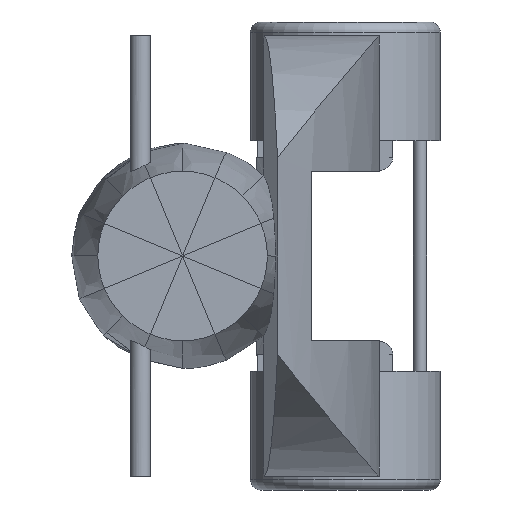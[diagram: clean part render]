
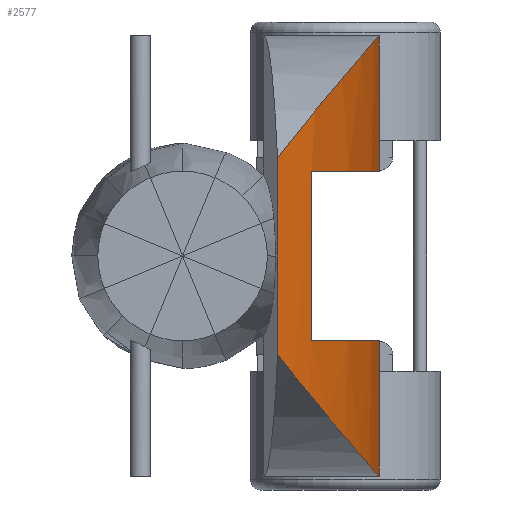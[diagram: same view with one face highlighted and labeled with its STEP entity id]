
A CAD part, left-side view. The second image highlights one B-rep face of the part: STEP entity #2577.
In plain terms, the highlighted cylindrical face has radius 76.001 mm (diameter 152.001 mm), a partial arc.
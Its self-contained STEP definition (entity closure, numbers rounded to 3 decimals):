
#48=B_SPLINE_CURVE_WITH_KNOTS('',3,(#3708,#3709,#3710,#3711,#3712,#3713,
#3714,#3715,#3716,#3717,#3718,#3719),.UNSPECIFIED.,.F.,.F.,(4,2,2,2,2,4),
(0.301,0.32,0.339,0.358,
0.377,0.377),.UNSPECIFIED.);
#49=B_SPLINE_CURVE_WITH_KNOTS('',3,(#3737,#3738,#3739,#3740,#3741,#3742,
#3743,#3744,#3745,#3746,#3747,#3748),.UNSPECIFIED.,.F.,.F.,(4,2,2,2,2,4),
(0.226,0.226,0.245,0.264,
0.283,0.301),.UNSPECIFIED.);
#50=B_SPLINE_CURVE_WITH_KNOTS('',3,(#3750,#3751,#3752,#3753,#3754,#3755,
#3756,#3757,#3758,#3759,#3760,#3761,#3762,#3763),.UNSPECIFIED.,.F.,.F.,
(4,2,2,2,2,2,4),(1.923,2.874,3.832,4.615,
5.398,6.182,6.849),.UNSPECIFIED.);
#51=B_SPLINE_CURVE_WITH_KNOTS('',3,(#3766,#3767,#3768,#3769,#3770,#3771,
#3772,#3773,#3774,#3775,#3776,#3777,#3778,#3779),.UNSPECIFIED.,.F.,.F.,
(4,2,2,2,2,2,4),(7.073,7.741,8.524,9.307,
10.09,11.048,11.999),.UNSPECIFIED.);
#299=LINE('',#3723,#455);
#300=LINE('',#3725,#456);
#301=LINE('',#3729,#457);
#302=LINE('',#3733,#458);
#303=LINE('',#3735,#459);
#304=LINE('',#3765,#460);
#455=VECTOR('',#3036,10.);
#456=VECTOR('',#3037,10.);
#457=VECTOR('',#3040,10.);
#458=VECTOR('',#3043,10.);
#459=VECTOR('',#3044,10.);
#460=VECTOR('',#3045,10.);
#607=CYLINDRICAL_SURFACE('',#2763,76.001);
#669=FACE_OUTER_BOUND('',#827,.T.);
#827=EDGE_LOOP('',(#1782,#1783,#1784,#1785,#1786,#1787,#1788,#1789,#1790,
#1791,#1792,#1793));
#992=CIRCLE('',#2764,76.001);
#993=CIRCLE('',#2765,76.001);
#1097=VERTEX_POINT('',#3705);
#1098=VERTEX_POINT('',#3707);
#1099=VERTEX_POINT('',#3722);
#1100=VERTEX_POINT('',#3724);
#1101=VERTEX_POINT('',#3726);
#1102=VERTEX_POINT('',#3728);
#1103=VERTEX_POINT('',#3730);
#1104=VERTEX_POINT('',#3732);
#1105=VERTEX_POINT('',#3734);
#1106=VERTEX_POINT('',#3736);
#1107=VERTEX_POINT('',#3749);
#1108=VERTEX_POINT('',#3764);
#1357=EDGE_CURVE('',#1097,#1098,#48,.T.);
#1359=EDGE_CURVE('',#1097,#1099,#299,.T.);
#1360=EDGE_CURVE('',#1100,#1099,#300,.T.);
#1361=EDGE_CURVE('',#1101,#1100,#992,.T.);
#1362=EDGE_CURVE('',#1102,#1101,#301,.T.);
#1363=EDGE_CURVE('',#1103,#1102,#993,.T.);
#1364=EDGE_CURVE('',#1104,#1103,#302,.T.);
#1365=EDGE_CURVE('',#1105,#1104,#303,.T.);
#1366=EDGE_CURVE('',#1106,#1105,#49,.T.);
#1367=EDGE_CURVE('',#1107,#1106,#50,.T.);
#1368=EDGE_CURVE('',#1107,#1108,#304,.T.);
#1369=EDGE_CURVE('',#1098,#1108,#51,.T.);
#1782=ORIENTED_EDGE('',*,*,#1357,.F.);
#1783=ORIENTED_EDGE('',*,*,#1359,.T.);
#1784=ORIENTED_EDGE('',*,*,#1360,.F.);
#1785=ORIENTED_EDGE('',*,*,#1361,.F.);
#1786=ORIENTED_EDGE('',*,*,#1362,.F.);
#1787=ORIENTED_EDGE('',*,*,#1363,.F.);
#1788=ORIENTED_EDGE('',*,*,#1364,.F.);
#1789=ORIENTED_EDGE('',*,*,#1365,.F.);
#1790=ORIENTED_EDGE('',*,*,#1366,.F.);
#1791=ORIENTED_EDGE('',*,*,#1367,.F.);
#1792=ORIENTED_EDGE('',*,*,#1368,.T.);
#1793=ORIENTED_EDGE('',*,*,#1369,.F.);
#2577=ADVANCED_FACE('',(#669),#607,.T.);
#2763=AXIS2_PLACEMENT_3D('',#3721,#3034,#3035);
#2764=AXIS2_PLACEMENT_3D('',#3727,#3038,#3039);
#2765=AXIS2_PLACEMENT_3D('',#3731,#3041,#3042);
#3034=DIRECTION('center_axis',(0.,0.,-1.));
#3035=DIRECTION('ref_axis',(-0.596,-0.803,0.));
#3036=DIRECTION('',(0.,0.,1.));
#3037=DIRECTION('',(0.,0.,-1.));
#3038=DIRECTION('center_axis',(0.,0.,1.));
#3039=DIRECTION('ref_axis',(-0.596,-0.803,0.));
#3040=DIRECTION('',(0.,0.,-1.));
#3041=DIRECTION('center_axis',(0.,0.,-1.));
#3042=DIRECTION('ref_axis',(-0.596,-0.803,0.));
#3043=DIRECTION('',(0.,0.,-1.));
#3044=DIRECTION('',(0.,0.,-1.));
#3045=DIRECTION('',(0.,0.,-1.));
#3705=CARTESIAN_POINT('',(45.,0.,-31.998));
#3707=CARTESIAN_POINT('',(44.496,0.004,-32.498));
#3708=CARTESIAN_POINT('Ctrl Pts',(45.,0.,-31.998));
#3709=CARTESIAN_POINT('Ctrl Pts',(45.,0.,-32.061));
#3710=CARTESIAN_POINT('Ctrl Pts',(44.987,0.,
-32.128));
#3711=CARTESIAN_POINT('Ctrl Pts',(44.936,0.,
-32.251));
#3712=CARTESIAN_POINT('Ctrl Pts',(44.898,0.001,
-32.307));
#3713=CARTESIAN_POINT('Ctrl Pts',(44.809,0.001,
-32.396));
#3714=CARTESIAN_POINT('Ctrl Pts',(44.753,0.001,-32.434));
#3715=CARTESIAN_POINT('Ctrl Pts',(44.63,0.003,-32.486));
#3716=CARTESIAN_POINT('Ctrl Pts',(44.563,0.003,
-32.498));
#3717=CARTESIAN_POINT('Ctrl Pts',(44.499,0.004,
-32.498));
#3718=CARTESIAN_POINT('Ctrl Pts',(44.497,0.004,
-32.498));
#3719=CARTESIAN_POINT('Ctrl Pts',(44.496,0.004,-32.498));
#3721=CARTESIAN_POINT('Origin',(45.333,76.,32.5));
#3722=CARTESIAN_POINT('',(45.,0.,-14.5));
#3723=CARTESIAN_POINT('',(45.,0.,-32.5));
#3724=CARTESIAN_POINT('',(45.,0.,-12.5));
#3725=CARTESIAN_POINT('',(45.,0.,-14.5));
#3726=CARTESIAN_POINT('',(7.649,10.,-12.5));
#3727=CARTESIAN_POINT('Origin',(45.333,76.,-12.5));
#3728=CARTESIAN_POINT('',(7.649,10.,12.5));
#3729=CARTESIAN_POINT('',(7.649,10.,14.5));
#3730=CARTESIAN_POINT('',(45.,0.,12.5));
#3731=CARTESIAN_POINT('Origin',(45.333,76.,12.5));
#3732=CARTESIAN_POINT('',(45.,0.,14.5));
#3733=CARTESIAN_POINT('',(45.,0.,14.5));
#3734=CARTESIAN_POINT('',(45.,0.,31.998));
#3735=CARTESIAN_POINT('',(45.,0.,32.5));
#3736=CARTESIAN_POINT('',(44.496,0.004,32.498));
#3737=CARTESIAN_POINT('Ctrl Pts',(44.496,0.004,32.498));
#3738=CARTESIAN_POINT('Ctrl Pts',(44.497,0.004,
32.498));
#3739=CARTESIAN_POINT('Ctrl Pts',(44.499,0.004,
32.498));
#3740=CARTESIAN_POINT('Ctrl Pts',(44.563,0.003,
32.498));
#3741=CARTESIAN_POINT('Ctrl Pts',(44.63,0.003,32.486));
#3742=CARTESIAN_POINT('Ctrl Pts',(44.753,0.001,
32.434));
#3743=CARTESIAN_POINT('Ctrl Pts',(44.809,0.001,32.396));
#3744=CARTESIAN_POINT('Ctrl Pts',(44.898,0.001,
32.307));
#3745=CARTESIAN_POINT('Ctrl Pts',(44.936,0.,
32.251));
#3746=CARTESIAN_POINT('Ctrl Pts',(44.987,0.,32.128));
#3747=CARTESIAN_POINT('Ctrl Pts',(45.,0.,32.061));
#3748=CARTESIAN_POINT('Ctrl Pts',(45.,0.,31.998));
#3749=CARTESIAN_POINT('',(0.,15.,14.5));
#3750=CARTESIAN_POINT('Ctrl Pts',(0.,15.,
14.5));
#3751=CARTESIAN_POINT('Ctrl Pts',(2.188,13.374,16.584));
#3752=CARTESIAN_POINT('Ctrl Pts',(4.544,11.809,18.534));
#3753=CARTESIAN_POINT('Ctrl Pts',(9.5,8.915,22.083));
#3754=CARTESIAN_POINT('Ctrl Pts',(12.103,7.589,23.679));
#3755=CARTESIAN_POINT('Ctrl Pts',(16.894,5.482,26.187));
#3756=CARTESIAN_POINT('Ctrl Pts',(19.235,4.573,27.256));
#3757=CARTESIAN_POINT('Ctrl Pts',(24.185,2.954,29.148));
#3758=CARTESIAN_POINT('Ctrl Pts',(26.794,2.245,29.969));
#3759=CARTESIAN_POINT('Ctrl Pts',(32.14,1.103,31.279));
#3760=CARTESIAN_POINT('Ctrl Pts',(34.882,0.671,31.769));
#3761=CARTESIAN_POINT('Ctrl Pts',(39.934,0.155,32.345));
#3762=CARTESIAN_POINT('Ctrl Pts',(42.247,0.029,32.481));
#3763=CARTESIAN_POINT('Ctrl Pts',(44.496,0.004,32.498));
#3764=CARTESIAN_POINT('',(0.,15.,-14.5));
#3765=CARTESIAN_POINT('',(0.,15.,0.));
#3766=CARTESIAN_POINT('Ctrl Pts',(44.496,0.004,-32.498));
#3767=CARTESIAN_POINT('Ctrl Pts',(42.247,0.029,-32.481));
#3768=CARTESIAN_POINT('Ctrl Pts',(39.934,0.155,-32.345));
#3769=CARTESIAN_POINT('Ctrl Pts',(34.882,0.671,-31.769));
#3770=CARTESIAN_POINT('Ctrl Pts',(32.14,1.103,-31.279));
#3771=CARTESIAN_POINT('Ctrl Pts',(26.794,2.245,-29.969));
#3772=CARTESIAN_POINT('Ctrl Pts',(24.185,2.954,-29.148));
#3773=CARTESIAN_POINT('Ctrl Pts',(19.235,4.573,-27.256));
#3774=CARTESIAN_POINT('Ctrl Pts',(16.894,5.482,-26.187));
#3775=CARTESIAN_POINT('Ctrl Pts',(12.103,7.589,-23.679));
#3776=CARTESIAN_POINT('Ctrl Pts',(9.5,8.915,-22.083));
#3777=CARTESIAN_POINT('Ctrl Pts',(4.544,11.809,-18.534));
#3778=CARTESIAN_POINT('Ctrl Pts',(2.188,13.374,-16.584));
#3779=CARTESIAN_POINT('Ctrl Pts',(0.,15.,
-14.5));
